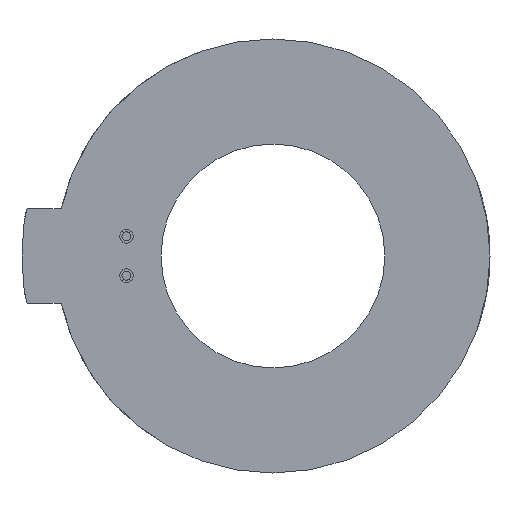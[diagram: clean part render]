
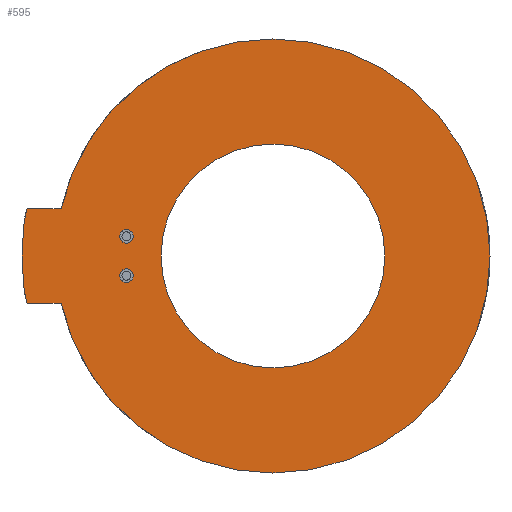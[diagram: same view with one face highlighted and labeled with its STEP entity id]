
A CAD part, front view. The second image highlights one B-rep face of the part: STEP entity #595.
In plain terms, the highlighted planar face has unit normal (0, -1, 0).
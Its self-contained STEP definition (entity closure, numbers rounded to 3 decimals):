
#17 = FACE_BOUND ( 'NONE', #2149, .T. ) ;
#38 = AXIS2_PLACEMENT_3D ( 'NONE', #761, #2290, #2856 ) ;
#42 = CARTESIAN_POINT ( 'NONE',  ( 0., -5.4, 0. ) ) ;
#123 = LINE ( 'NONE', #3202, #1626 ) ;
#153 = CARTESIAN_POINT ( 'NONE',  ( -18.5, -5.4, 3.5 ) ) ;
#237 = CARTESIAN_POINT ( 'NONE',  ( -10.805, -5.4, 1.45 ) ) ;
#243 = PLANE ( 'NONE',  #38 ) ;
#279 = ORIENTED_EDGE ( 'NONE', *, *, #2120, .F. ) ;
#326 = VECTOR ( 'NONE', #1191, 1000. ) ;
#342 = EDGE_CURVE ( 'NONE', #369, #1667, #1099, .T. ) ;
#343 = CARTESIAN_POINT ( 'NONE',  ( -18.5, -5.4, 0. ) ) ;
#369 = VERTEX_POINT ( 'NONE', #2929 ) ;
#386 = CARTESIAN_POINT ( 'NONE',  ( -18.1, -5.4, -3.5 ) ) ;
#462 = AXIS2_PLACEMENT_3D ( 'NONE', #2790, #1273, #1262 ) ;
#490 = DIRECTION ( 'NONE',  ( 0., 0., 1. ) ) ;
#545 = EDGE_CURVE ( 'NONE', #2923, #369, #983, .T. ) ;
#548 = EDGE_LOOP ( 'NONE', ( #2458, #1570 ) ) ;
#552 = VERTEX_POINT ( 'NONE', #1533 ) ;
#554 = ORIENTED_EDGE ( 'NONE', *, *, #2059, .T. ) ;
#590 = CARTESIAN_POINT ( 'NONE',  ( -10.805, -5.4, -1.45 ) ) ;
#595 = ADVANCED_FACE ( 'NONE', ( #17, #3063, #1562, #3140 ), #243, .F. ) ;
#615 = AXIS2_PLACEMENT_3D ( 'NONE', #590, #2660, #2629 ) ;
#625 = CIRCLE ( 'NONE', #3180, 16. ) ;
#639 = DIRECTION ( 'NONE',  ( 0., 1., 0. ) ) ;
#651 = CARTESIAN_POINT ( 'NONE',  ( -15.612, -5.4, 3.5 ) ) ;
#679 = EDGE_CURVE ( 'NONE', #1685, #847, #1716, .T. ) ;
#731 = CARTESIAN_POINT ( 'NONE',  ( -10.805, -5.4, -1.45 ) ) ;
#761 = CARTESIAN_POINT ( 'NONE',  ( 0., -5.4, 0. ) ) ;
#806 = B_SPLINE_CURVE_WITH_KNOTS ( 'NONE', 2,
 ( #1863, #2392, #1597 ),
 .UNSPECIFIED., .F., .F.,
 ( 3, 3 ),
 ( 0., 1. ),
 .UNSPECIFIED. ) ;
#829 = CARTESIAN_POINT ( 'NONE',  ( -15.612, -5.4, -3.5 ) ) ;
#841 = VERTEX_POINT ( 'NONE', #1043 ) ;
#847 = VERTEX_POINT ( 'NONE', #2601 ) ;
#873 = CIRCLE ( 'NONE', #462, 8.25 ) ;
#898 = DIRECTION ( 'NONE',  ( 0., 0., 1. ) ) ;
#929 = ORIENTED_EDGE ( 'NONE', *, *, #342, .F. ) ;
#945 = LINE ( 'NONE', #153, #326 ) ;
#983 = CIRCLE ( 'NONE', #1405, 16. ) ;
#1017 = EDGE_CURVE ( 'NONE', #2620, #1096, #1169, .T. ) ;
#1035 = EDGE_LOOP ( 'NONE', ( #2915, #554, #1231, #2768, #929, #1175, #279 ) ) ;
#1043 = CARTESIAN_POINT ( 'NONE',  ( -18.5, -5.4, 0. ) ) ;
#1068 = CIRCLE ( 'NONE', #2911, 0.5 ) ;
#1077 = DIRECTION ( 'NONE',  ( 0., 1., 0. ) ) ;
#1096 = VERTEX_POINT ( 'NONE', #2979 ) ;
#1099 = CIRCLE ( 'NONE', #1806, 16. ) ;
#1106 = AXIS2_PLACEMENT_3D ( 'NONE', #2592, #1077, #3083 ) ;
#1147 = CARTESIAN_POINT ( 'NONE',  ( 0., -5.4, -8.25 ) ) ;
#1169 = CIRCLE ( 'NONE', #3082, 0.5 ) ;
#1175 = ORIENTED_EDGE ( 'NONE', *, *, #545, .F. ) ;
#1191 = DIRECTION ( 'NONE',  ( 1., 0., 0. ) ) ;
#1231 = ORIENTED_EDGE ( 'NONE', *, *, #2453, .F. ) ;
#1250 = DIRECTION ( 'NONE',  ( 0., 0., 1. ) ) ;
#1262 = DIRECTION ( 'NONE',  ( 0., 0., 1. ) ) ;
#1265 = DIRECTION ( 'NONE',  ( 0., 1., 0. ) ) ;
#1273 = DIRECTION ( 'NONE',  ( 0., 1., 0. ) ) ;
#1405 = AXIS2_PLACEMENT_3D ( 'NONE', #1543, #1265, #490 ) ;
#1411 = ORIENTED_EDGE ( 'NONE', *, *, #1817, .T. ) ;
#1496 = EDGE_CURVE ( 'NONE', #2063, #2199, #873, .T. ) ;
#1509 = CARTESIAN_POINT ( 'NONE',  ( -10.805, -5.4, -1.95 ) ) ;
#1533 = CARTESIAN_POINT ( 'NONE',  ( -18.1, -5.4, 3.5 ) ) ;
#1543 = CARTESIAN_POINT ( 'NONE',  ( 0., -5.4, 0. ) ) ;
#1562 = FACE_BOUND ( 'NONE', #1844, .T. ) ;
#1570 = ORIENTED_EDGE ( 'NONE', *, *, #679, .T. ) ;
#1597 = CARTESIAN_POINT ( 'NONE',  ( -18.1, -5.4, 3.5 ) ) ;
#1626 = VECTOR ( 'NONE', #1694, 1000. ) ;
#1663 = CARTESIAN_POINT ( 'NONE',  ( -18.1, -5.4, -3.5 ) ) ;
#1667 = VERTEX_POINT ( 'NONE', #2255 ) ;
#1685 = VERTEX_POINT ( 'NONE', #1509 ) ;
#1694 = DIRECTION ( 'NONE',  ( -1., 0., 0. ) ) ;
#1716 = CIRCLE ( 'NONE', #615, 0.5 ) ;
#1717 = EDGE_CURVE ( 'NONE', #847, #1685, #1068, .T. ) ;
#1806 = AXIS2_PLACEMENT_3D ( 'NONE', #2868, #2356, #1828 ) ;
#1813 = B_SPLINE_CURVE_WITH_KNOTS ( 'NONE', 2,
 ( #343, #2664, #386 ),
 .UNSPECIFIED., .F., .F.,
 ( 3, 3 ),
 ( 0., 1. ),
 .UNSPECIFIED. ) ;
#1817 = EDGE_CURVE ( 'NONE', #1096, #2620, #2783, .T. ) ;
#1828 = DIRECTION ( 'NONE',  ( 0., 0., 1. ) ) ;
#1844 = EDGE_LOOP ( 'NONE', ( #2918, #1411 ) ) ;
#1863 = CARTESIAN_POINT ( 'NONE',  ( -18.5, -5.4, 0. ) ) ;
#1897 = EDGE_CURVE ( 'NONE', #1667, #1960, #625, .T. ) ;
#1960 = VERTEX_POINT ( 'NONE', #829 ) ;
#2014 = DIRECTION ( 'NONE',  ( 0., 0., 1. ) ) ;
#2037 = DIRECTION ( 'NONE',  ( 0., 1., 0. ) ) ;
#2059 = EDGE_CURVE ( 'NONE', #841, #3038, #1813, .T. ) ;
#2063 = VERTEX_POINT ( 'NONE', #1147 ) ;
#2120 = EDGE_CURVE ( 'NONE', #552, #2923, #945, .T. ) ;
#2149 = EDGE_LOOP ( 'NONE', ( #2415, #3148 ) ) ;
#2187 = CIRCLE ( 'NONE', #1106, 8.25 ) ;
#2199 = VERTEX_POINT ( 'NONE', #3120 ) ;
#2255 = CARTESIAN_POINT ( 'NONE',  ( 0., -5.4, -16. ) ) ;
#2290 = DIRECTION ( 'NONE',  ( 0., 1., 0. ) ) ;
#2295 = DIRECTION ( 'NONE',  ( 0., 1., 0. ) ) ;
#2356 = DIRECTION ( 'NONE',  ( 0., 1., 0. ) ) ;
#2392 = CARTESIAN_POINT ( 'NONE',  ( -18.442, -5.4, 2.784 ) ) ;
#2415 = ORIENTED_EDGE ( 'NONE', *, *, #2820, .T. ) ;
#2453 = EDGE_CURVE ( 'NONE', #1960, #3038, #123, .T. ) ;
#2458 = ORIENTED_EDGE ( 'NONE', *, *, #1717, .T. ) ;
#2592 = CARTESIAN_POINT ( 'NONE',  ( 0., -5.4, 0. ) ) ;
#2601 = CARTESIAN_POINT ( 'NONE',  ( -10.805, -5.4, -0.95 ) ) ;
#2603 = CARTESIAN_POINT ( 'NONE',  ( -10.805, -5.4, 1.95 ) ) ;
#2620 = VERTEX_POINT ( 'NONE', #2603 ) ;
#2629 = DIRECTION ( 'NONE',  ( 0., 0., 1. ) ) ;
#2660 = DIRECTION ( 'NONE',  ( 0., 1., 0. ) ) ;
#2664 = CARTESIAN_POINT ( 'NONE',  ( -18.442, -5.4, -2.784 ) ) ;
#2768 = ORIENTED_EDGE ( 'NONE', *, *, #1897, .F. ) ;
#2783 = CIRCLE ( 'NONE', #3224, 0.5 ) ;
#2790 = CARTESIAN_POINT ( 'NONE',  ( 0., -5.4, 0. ) ) ;
#2820 = EDGE_CURVE ( 'NONE', #2199, #2063, #2187, .T. ) ;
#2856 = DIRECTION ( 'NONE',  ( 0., 0., 1. ) ) ;
#2868 = CARTESIAN_POINT ( 'NONE',  ( 0., -5.4, 0. ) ) ;
#2911 = AXIS2_PLACEMENT_3D ( 'NONE', #731, #2985, #1250 ) ;
#2915 = ORIENTED_EDGE ( 'NONE', *, *, #2990, .F. ) ;
#2918 = ORIENTED_EDGE ( 'NONE', *, *, #1017, .T. ) ;
#2923 = VERTEX_POINT ( 'NONE', #651 ) ;
#2929 = CARTESIAN_POINT ( 'NONE',  ( 0., -5.4, 16. ) ) ;
#2934 = CARTESIAN_POINT ( 'NONE',  ( -10.805, -5.4, 1.45 ) ) ;
#2979 = CARTESIAN_POINT ( 'NONE',  ( -10.805, -5.4, 0.95 ) ) ;
#2985 = DIRECTION ( 'NONE',  ( 0., 1., 0. ) ) ;
#2990 = EDGE_CURVE ( 'NONE', #841, #552, #806, .T. ) ;
#3031 = DIRECTION ( 'NONE',  ( 0., 0., 1. ) ) ;
#3038 = VERTEX_POINT ( 'NONE', #1663 ) ;
#3063 = FACE_BOUND ( 'NONE', #548, .T. ) ;
#3082 = AXIS2_PLACEMENT_3D ( 'NONE', #2934, #639, #898 ) ;
#3083 = DIRECTION ( 'NONE',  ( 0., 0., 1. ) ) ;
#3120 = CARTESIAN_POINT ( 'NONE',  ( 0., -5.4, 8.25 ) ) ;
#3140 = FACE_OUTER_BOUND ( 'NONE', #1035, .T. ) ;
#3148 = ORIENTED_EDGE ( 'NONE', *, *, #1496, .T. ) ;
#3180 = AXIS2_PLACEMENT_3D ( 'NONE', #42, #2037, #2014 ) ;
#3202 = CARTESIAN_POINT ( 'NONE',  ( -18.5, -5.4, -3.5 ) ) ;
#3224 = AXIS2_PLACEMENT_3D ( 'NONE', #237, #2295, #3031 ) ;
